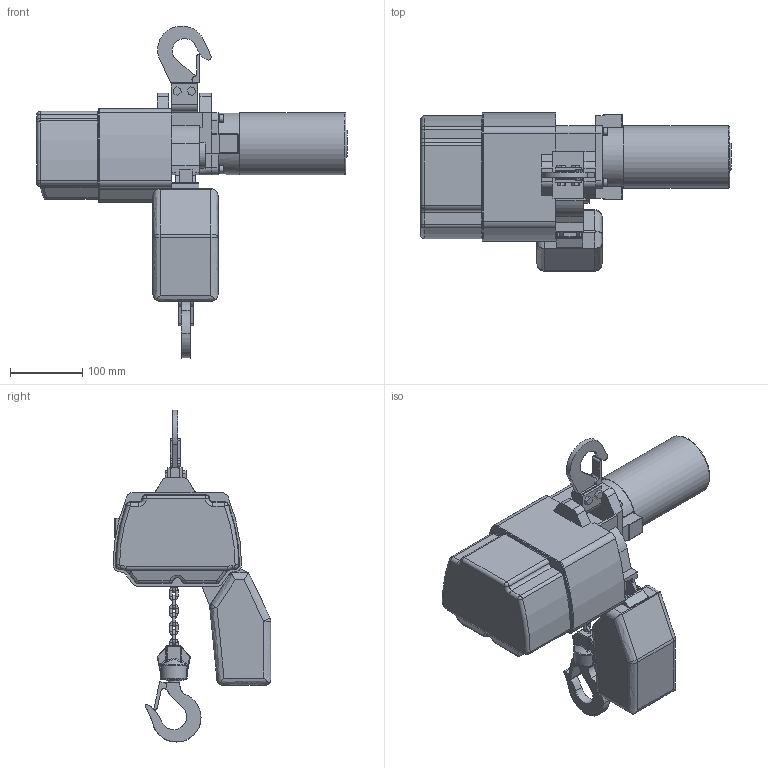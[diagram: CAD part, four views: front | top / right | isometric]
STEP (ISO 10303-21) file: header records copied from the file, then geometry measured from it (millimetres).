
FILE_DESCRIPTION(('STEP AP214'),'1');
FILE_NAME('KITO Delta kättingtelfer ED 240.stp','2013-10-24T14:08:02',(' '),(' '),'Spatial InterOp 3D',' ',' ');
FILE_SCHEMA(('automotive_design'));
Length unit declared in the file: millimetre
Products named in the file (140): KITO Delta kattingtelfer ED 240; Part1; Part2; Part3; Part10; Part11; Assembly1; Part4; Part5; Part6; Part7; Part8; Part9; Part12; Part13; Part14; Part15; Part16; Part17; Part18; Part19; Part20; Part21; Part22; Part23; Part24; Part25; Part26; Part27; Part28; Part29; Part30; Part31; Part32; Part33; Part34; Part35; Part36; Part37; Part38 ...
Assembly tree (154 placements, depth 3):
  KITO Delta kattingtelfer ED 240
    Part1
    Part2  x4
    Part3  x4
    Part10
    Part11
    Assembly1
      Part1
      Part2
      Part3
      Part4
      Part5
      Part6
      Part7
      Part8
      Part9
      Part10
      Part11
      Part12
      Part13
      Part14
      Part15
      Part16
      Part17
      Part18
      Part19
      Part20
      Part21
      Part22
      Part23
      Part24
      Part25
      Part26
      Part27
      Part28
      Part29
      Part30
      Part31
      Part32
      Part33
      Part34
      Part35
      Part36
      Part37
      Part38
      Part39
      Part40
      Part41
      Part42
      Part43
      Part44
      Part45
      Part46
      Part47
      Part48
      Part49
    Assembly3
      Part410
      Part411
      Part412
Bounding box: 430 x 218.59 x 459.65 mm (x, y, z)
Volume: 5379703.4 mm3; surface area: 412691.5 mm2
Topology: 23 solids, 151 shells, 639 faces, 2482 edges, 1990 vertices
Faces by surface type: plane 188, cylinder 171, bspline 145, revolution 61, torus 54, cone 12, sphere 8
Full cylindrical faces by diameter (mm): 4 x20, 6 x6, 6.4 x4, 7 x4, 10 x4, 12 x6, 17 x1, 37 x1, 85 x1, 86 x1
Entity records: 41663 total; most frequent: CARTESIAN_POINT 17399, ORIENTED_EDGE 3362, DIRECTION 2959, EDGE_CURVE 2228, VERTEX_POINT 1858, LINE 1018, VECTOR 1018, AXIS2_PLACEMENT_3D 940
